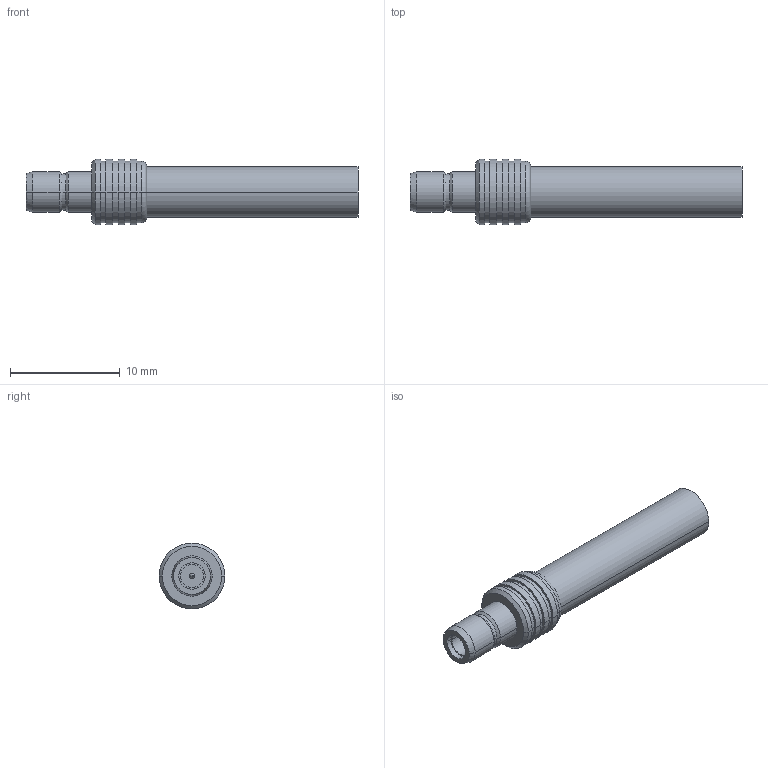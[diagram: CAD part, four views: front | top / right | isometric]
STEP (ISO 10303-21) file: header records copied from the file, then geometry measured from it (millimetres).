
FILE_DESCRIPTION((''),'2;1');
FILE_NAME('SMB1121A1-007-3GT30G-_SW0001','2019-12-05T',('Kaviyarasan'),(''),'CREO PARAMETRIC BY PTC INC, 2018360','CREO PARAMETRIC BY PTC INC, 2018360','');
FILE_SCHEMA(('CONFIG_CONTROL_DESIGN'));
Length unit declared in the file: millimetre
Products named in the file (1): SMB1121A1-007-3GT30G-_SW0001
Bounding box: 30.3 x 6 x 6 mm (x, y, z)
Volume: 336.7 mm3; surface area: 727.3 mm2
Topology: 1 solids, 1 shells, 70 faces, 140 edges, 85 vertices
Faces by surface type: cylinder 38, plane 16, cone 14, torus 2
Entity records: 1858 total; most frequent: DIRECTION 364, CARTESIAN_POINT 293, ORIENTED_EDGE 276, AXIS2_PLACEMENT_3D 156, EDGE_CURVE 138, CIRCLE 86, VERTEX_POINT 85, EDGE_LOOP 85
